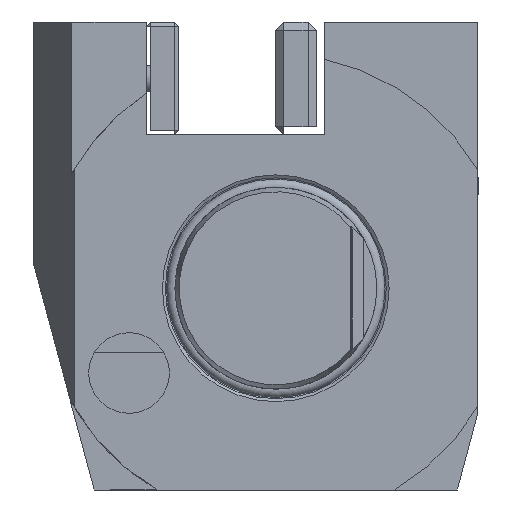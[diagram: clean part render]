
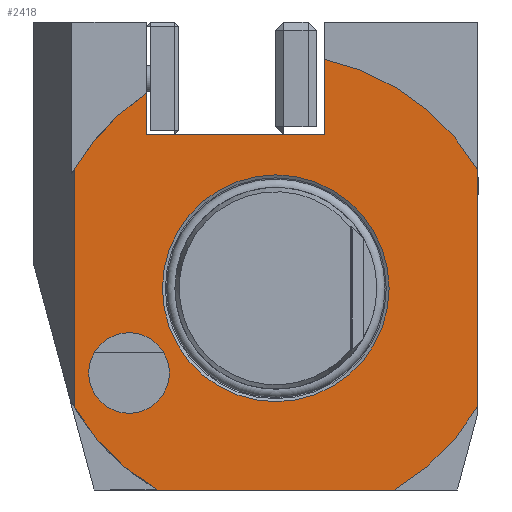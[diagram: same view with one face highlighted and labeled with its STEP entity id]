
A CAD part, front view. The second image highlights one B-rep face of the part: STEP entity #2418.
In plain terms, the highlighted planar face has unit normal (0, -1, 0).
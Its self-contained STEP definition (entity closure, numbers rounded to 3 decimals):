
#20 = VECTOR ( 'NONE', #4349, 1000. ) ;
#285 = DIRECTION ( 'NONE',  ( 0., 1., 0. ) ) ;
#323 = DIRECTION ( 'NONE',  ( 0., 0., 1. ) ) ;
#338 = CARTESIAN_POINT ( 'NONE',  ( 14.697, 0., -25. ) ) ;
#384 = CARTESIAN_POINT ( 'NONE',  ( 25., 0., 0. ) ) ;
#593 = CARTESIAN_POINT ( 'NONE',  ( 0., 0., 0. ) ) ;
#656 = VECTOR ( 'NONE', #323, 1000. ) ;
#701 = AXIS2_PLACEMENT_3D ( 'NONE', #3613, #8686, #4336 ) ;
#751 = AXIS2_PLACEMENT_3D ( 'NONE', #2501, #285, #9107 ) ;
#783 = LINE ( 'NONE', #7409, #4627 ) ;
#786 = CARTESIAN_POINT ( 'NONE',  ( -16., 0., 0. ) ) ;
#829 = CIRCLE ( 'NONE', #5880, 29. ) ;
#881 = VERTEX_POINT ( 'NONE', #8590 ) ;
#902 = CARTESIAN_POINT ( 'NONE',  ( 0., 0., 0. ) ) ;
#1047 = CIRCLE ( 'NONE', #6116, 5. ) ;
#1161 = DIRECTION ( 'NONE',  ( 0., 1., 0. ) ) ;
#1434 = LINE ( 'NONE', #384, #6968 ) ;
#1499 = VERTEX_POINT ( 'NONE', #338 ) ;
#1650 = EDGE_CURVE ( 'NONE', #6627, #4021, #7932, .T. ) ;
#1683 = CARTESIAN_POINT ( 'NONE',  ( -14.05, 0., -25. ) ) ;
#1699 = DIRECTION ( 'NONE',  ( 0., 1., 0. ) ) ;
#1703 = ORIENTED_EDGE ( 'NONE', *, *, #6037, .F. ) ;
#1855 = FACE_BOUND ( 'NONE', #3505, .T. ) ;
#1943 = CARTESIAN_POINT ( 'NONE',  ( 6., 0., 19. ) ) ;
#1972 = ORIENTED_EDGE ( 'NONE', *, *, #3124, .T. ) ;
#2003 = VERTEX_POINT ( 'NONE', #6688 ) ;
#2008 = EDGE_CURVE ( 'NONE', #881, #1499, #829, .T. ) ;
#2166 = LINE ( 'NONE', #2848, #7713 ) ;
#2228 = ORIENTED_EDGE ( 'NONE', *, *, #2756, .T. ) ;
#2307 = VERTEX_POINT ( 'NONE', #7055 ) ;
#2334 = ORIENTED_EDGE ( 'NONE', *, *, #2008, .F. ) ;
#2418 = ADVANCED_FACE ( 'NONE', ( #7626, #5690, #1855 ), #2738, .T. ) ;
#2501 = CARTESIAN_POINT ( 'NONE',  ( 0., 0., 0. ) ) ;
#2600 = CARTESIAN_POINT ( 'NONE',  ( -14.05, 0., 0. ) ) ;
#2662 = EDGE_CURVE ( 'NONE', #7792, #6627, #8125, .T. ) ;
#2738 = PLANE ( 'NONE',  #3401 ) ;
#2756 = EDGE_CURVE ( 'NONE', #5871, #5871, #6181, .T. ) ;
#2809 = ORIENTED_EDGE ( 'NONE', *, *, #5049, .T. ) ;
#2848 = CARTESIAN_POINT ( 'NONE',  ( 6., 0., 0. ) ) ;
#3082 = DIRECTION ( 'NONE',  ( -1., 0., 0. ) ) ;
#3086 = CARTESIAN_POINT ( 'NONE',  ( 6., 0., 28.373 ) ) ;
#3124 = EDGE_CURVE ( 'NONE', #881, #3454, #1434, .T. ) ;
#3173 = ORIENTED_EDGE ( 'NONE', *, *, #2662, .F. ) ;
#3401 = AXIS2_PLACEMENT_3D ( 'NONE', #2600, #6578, #7123 ) ;
#3454 = VERTEX_POINT ( 'NONE', #8831 ) ;
#3505 = EDGE_LOOP ( 'NONE', ( #2228 ) ) ;
#3575 = DIRECTION ( 'NONE',  ( 0., 0., -1. ) ) ;
#3613 = CARTESIAN_POINT ( 'NONE',  ( 0., 0., 0. ) ) ;
#3695 = CIRCLE ( 'NONE', #6920, 29. ) ;
#3720 = CARTESIAN_POINT ( 'NONE',  ( -18.187, 0., -15.5 ) ) ;
#3767 = CARTESIAN_POINT ( 'NONE',  ( -16., 0., 24.187 ) ) ;
#3782 = ORIENTED_EDGE ( 'NONE', *, *, #8504, .T. ) ;
#4021 = VERTEX_POINT ( 'NONE', #3767 ) ;
#4025 = ORIENTED_EDGE ( 'NONE', *, *, #5509, .T. ) ;
#4062 = EDGE_CURVE ( 'NONE', #2003, #7792, #3695, .T. ) ;
#4124 = DIRECTION ( 'NONE',  ( -1., 0., 0. ) ) ;
#4207 = CARTESIAN_POINT ( 'NONE',  ( -25., 0., -14.697 ) ) ;
#4213 = DIRECTION ( 'NONE',  ( -1., 0., 0. ) ) ;
#4232 = CARTESIAN_POINT ( 'NONE',  ( -18.187, 0., -10.5 ) ) ;
#4336 = DIRECTION ( 'NONE',  ( -1., 0., 0. ) ) ;
#4349 = DIRECTION ( 'NONE',  ( 0., 0., 1. ) ) ;
#4627 = VECTOR ( 'NONE', #3082, 1000. ) ;
#4668 = AXIS2_PLACEMENT_3D ( 'NONE', #902, #7803, #4213 ) ;
#4786 = CARTESIAN_POINT ( 'NONE',  ( -25., 0., -25. ) ) ;
#4857 = VERTEX_POINT ( 'NONE', #3720 ) ;
#4953 = DIRECTION ( 'NONE',  ( 0., 0., -1. ) ) ;
#5005 = ORIENTED_EDGE ( 'NONE', *, *, #7863, .T. ) ;
#5049 = EDGE_CURVE ( 'NONE', #2003, #1499, #6526, .T. ) ;
#5212 = CARTESIAN_POINT ( 'NONE',  ( -25., 0., 14.697 ) ) ;
#5509 = EDGE_CURVE ( 'NONE', #2307, #4021, #5779, .T. ) ;
#5690 = FACE_BOUND ( 'NONE', #7788, .T. ) ;
#5779 = LINE ( 'NONE', #786, #20 ) ;
#5871 = VERTEX_POINT ( 'NONE', #8738 ) ;
#5880 = AXIS2_PLACEMENT_3D ( 'NONE', #593, #1161, #4124 ) ;
#6025 = CARTESIAN_POINT ( 'NONE',  ( 0., 0., 0. ) ) ;
#6037 = EDGE_CURVE ( 'NONE', #7087, #3454, #7236, .T. ) ;
#6116 = AXIS2_PLACEMENT_3D ( 'NONE', #4232, #9314, #4953 ) ;
#6181 = CIRCLE ( 'NONE', #751, 14.05 ) ;
#6526 = LINE ( 'NONE', #1683, #8261 ) ;
#6578 = DIRECTION ( 'NONE',  ( 0., -1., 0. ) ) ;
#6627 = VERTEX_POINT ( 'NONE', #5212 ) ;
#6688 = CARTESIAN_POINT ( 'NONE',  ( -14.697, 0., -25. ) ) ;
#6746 = DIRECTION ( 'NONE',  ( -1., 0., 0. ) ) ;
#6886 = EDGE_CURVE ( 'NONE', #4857, #4857, #1047, .T. ) ;
#6920 = AXIS2_PLACEMENT_3D ( 'NONE', #6025, #1699, #6746 ) ;
#6960 = ORIENTED_EDGE ( 'NONE', *, *, #6886, .F. ) ;
#6968 = VECTOR ( 'NONE', #8118, 1000. ) ;
#7055 = CARTESIAN_POINT ( 'NONE',  ( -16., 0., 19. ) ) ;
#7087 = VERTEX_POINT ( 'NONE', #3086 ) ;
#7123 = DIRECTION ( 'NONE',  ( 1., 0., 0. ) ) ;
#7236 = CIRCLE ( 'NONE', #701, 29. ) ;
#7409 = CARTESIAN_POINT ( 'NONE',  ( -14.05, 0., 19. ) ) ;
#7454 = DIRECTION ( 'NONE',  ( 1., 0., 0. ) ) ;
#7455 = VERTEX_POINT ( 'NONE', #1943 ) ;
#7626 = FACE_OUTER_BOUND ( 'NONE', #9251, .T. ) ;
#7713 = VECTOR ( 'NONE', #3575, 1000. ) ;
#7788 = EDGE_LOOP ( 'NONE', ( #6960 ) ) ;
#7792 = VERTEX_POINT ( 'NONE', #4207 ) ;
#7803 = DIRECTION ( 'NONE',  ( 0., 1., 0. ) ) ;
#7863 = EDGE_CURVE ( 'NONE', #7087, #7455, #2166, .T. ) ;
#7932 = CIRCLE ( 'NONE', #4668, 29. ) ;
#8082 = ORIENTED_EDGE ( 'NONE', *, *, #4062, .F. ) ;
#8118 = DIRECTION ( 'NONE',  ( 0., 0., 1. ) ) ;
#8125 = LINE ( 'NONE', #4786, #656 ) ;
#8261 = VECTOR ( 'NONE', #7454, 1000. ) ;
#8504 = EDGE_CURVE ( 'NONE', #7455, #2307, #783, .T. ) ;
#8590 = CARTESIAN_POINT ( 'NONE',  ( 25., 0., -14.697 ) ) ;
#8686 = DIRECTION ( 'NONE',  ( 0., 1., 0. ) ) ;
#8738 = CARTESIAN_POINT ( 'NONE',  ( -14.05, 0., 0. ) ) ;
#8831 = CARTESIAN_POINT ( 'NONE',  ( 25., 0., 14.697 ) ) ;
#9107 = DIRECTION ( 'NONE',  ( -1., 0., 0. ) ) ;
#9141 = ORIENTED_EDGE ( 'NONE', *, *, #1650, .F. ) ;
#9251 = EDGE_LOOP ( 'NONE', ( #3173, #8082, #2809, #2334, #1972, #1703, #5005, #3782, #4025, #9141 ) ) ;
#9314 = DIRECTION ( 'NONE',  ( 0., -1., 0. ) ) ;
